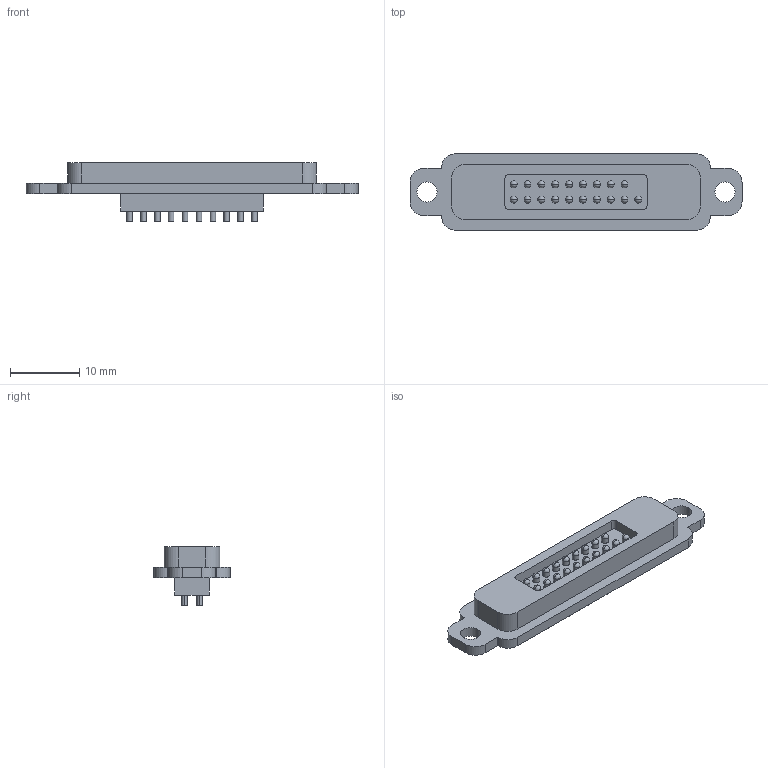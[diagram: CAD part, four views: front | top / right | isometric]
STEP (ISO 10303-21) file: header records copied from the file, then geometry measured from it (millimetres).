
FILE_DESCRIPTION(('CATIA V5 STEP Exchange'),'2;1');
FILE_NAME('Pogo connector 19 pins male.stp','2023-07-27T18:09:29+00:00',('none'),('none'),'CATIA Version 5 Release 17 (IN-10)','CATIA V5 STEP AP214','none');
FILE_SCHEMA(('AUTOMOTIVE_DESIGN { 1 0 10303 214 1 1 1 1 }'));
Length unit declared in the file: millimetre
Products named in the file (1): Pogo connector 19 pins male
Bounding box: 47.9 x 11 x 8.5 mm (x, y, z)
Volume: 1686.4 mm3; surface area: 1723.3 mm2
Topology: 1 solids, 1 shells, 249 faces, 574 edges, 351 vertices
Faces by surface type: cylinder 134, plane 77, sphere 38
Entity records: 6493 total; most frequent: ORIENTED_EDGE 1072, CARTESIAN_POINT 1031, DIRECTION 822, EDGE_CURVE 536, AXIS2_PLACEMENT_3D 450, VERTEX_POINT 351, EDGE_LOOP 315, CIRCLE 306
